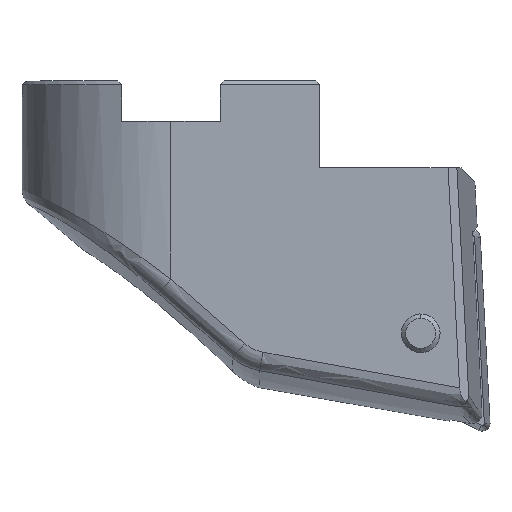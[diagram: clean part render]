
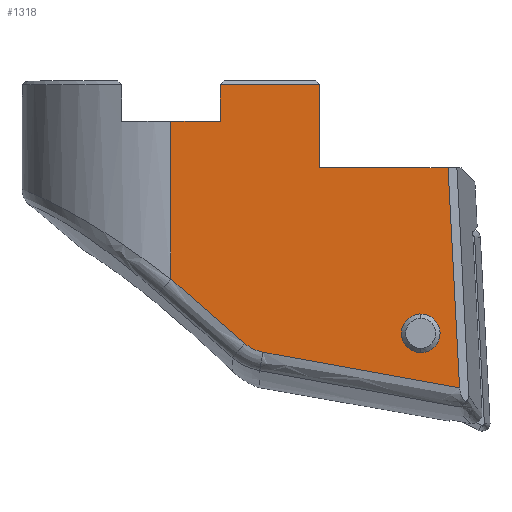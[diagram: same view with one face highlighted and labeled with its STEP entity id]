
A CAD part, top view. The second image highlights one B-rep face of the part: STEP entity #1318.
In plain terms, the highlighted planar face has unit normal (0, 0, 1).
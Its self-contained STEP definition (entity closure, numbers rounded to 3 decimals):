
#622=VERTEX_POINT('NONE',#1775);
#686=VERTEX_POINT('NONE',#1849);
#716=EDGE_CURVE('NONE',#1032,#1058,#1882,.F.);
#756=VERTEX_POINT('NONE',#1926);
#772=VERTEX_POINT('NONE',#1942);
#818=VERTEX_POINT('NONE',#1993);
#852=VERTEX_POINT('NONE',#2030);
#1032=VERTEX_POINT('NONE',#2220);
#1042=VERTEX_POINT('NONE',#2231);
#1058=VERTEX_POINT('NONE',#2247);
#1130=EDGE_CURVE('NONE',#756,#686,#2330,.F.);
#1140=EDGE_CURVE('NONE',#622,#756,#2341,.F.);
#1168=EDGE_CURVE('NONE',#1328,#1042,#2372,.T.);
#1216=EDGE_CURVE('NONE',#772,#1532,#2422,.T.);
#1238=VERTEX_POINT('NONE',#2446);
#1284=EDGE_CURVE('NONE',#686,#1042,#2497,.F.);
#1318=ADVANCED_FACE('NONE',(#2533,#2534),#2535,.F.);
#1328=VERTEX_POINT('NONE',#2547);
#1350=EDGE_CURVE('NONE',#1238,#772,#2571,.F.);
#1360=EDGE_CURVE('NONE',#852,#818,#2581,.T.);
#1524=EDGE_CURVE('NONE',#622,#1238,#2765,.F.);
#1532=VERTEX_POINT('NONE',#2773);
#1546=EDGE_CURVE('NONE',#818,#852,#2788,.F.);
#1624=EDGE_CURVE('NONE',#1328,#1032,#2881,.F.);
#1674=EDGE_CURVE('NONE',#1532,#1058,#2937,.T.);
#1775=CARTESIAN_POINT('',(0.,-10.252,7.7));
#1849=CARTESIAN_POINT('',(2.55,-2.1,7.7));
#1882=LINE('',#3260,#3261);
#1926=CARTESIAN_POINT('',(0.,-2.1,7.7));
#1942=CARTESIAN_POINT('',(4.76,-14.031,7.7));
#1993=CARTESIAN_POINT('',(12.865,-12.055,7.7));
#2030=CARTESIAN_POINT('',(12.97,-14.052,7.7));
#2220=CARTESIAN_POINT('',(7.7,-4.5,7.7));
#2231=CARTESIAN_POINT('',(2.55,-0.2,7.7));
#2247=CARTESIAN_POINT('',(14.329,-4.5,7.7));
#2330=LINE('',#7190,#7191);
#2341=LINE('',#7205,#7206);
#2372=LINE('',#7286,#7287);
#2422=B_SPLINE_CURVE_WITH_KNOTS('',3,(#7377,#7378,#7379,#7380),.UNSPECIFIED.,.F.,.F.,(4,4),(0.032,0.042),.UNSPECIFIED.);
#2446=CARTESIAN_POINT('',(3.822,-13.579,7.7));
#2497=LINE('',#8370,#8371);
#2533=FACE_OUTER_BOUND('',#8778,.T.);
#2534=FACE_BOUND('',#8779,.T.);
#2535=PLANE('',#8780);
#2547=CARTESIAN_POINT('',(7.7,-0.2,7.7));
#2571=B_SPLINE_CURVE_WITH_KNOTS('',3,(#8833,#8834,#8835,#8836),.UNSPECIFIED.,.F.,.F.,(4,4),(0.0,1.0),.UNSPECIFIED.);
#2581=CIRCLE('',#8859,1.0);
#2765=B_SPLINE_CURVE_WITH_KNOTS('',3,(#9186,#9187,#9188,#9189),.UNSPECIFIED.,.F.,.F.,(4,4),(0.0,1.0),.UNSPECIFIED.);
#2773=CARTESIAN_POINT('',(14.925,-15.876,7.7));
#2788=CIRCLE('',#9243,1.0);
#2881=LINE('',#9657,#9658);
#2937=LINE('',#9746,#9747);
#3260=CARTESIAN_POINT('',(3.85,-4.5,7.7));
#3261=VECTOR('',#10362,1.0);
#7190=CARTESIAN_POINT('',(1.275,-2.1,7.7));
#7191=VECTOR('',#10813,1.0);
#7205=CARTESIAN_POINT('',(0.,-20.0,7.7));
#7206=VECTOR('',#10828,1.0);
#7286=CARTESIAN_POINT('',(0.,-0.2,7.7));
#7287=VECTOR('',#10867,1.0);
#7377=CARTESIAN_POINT('',(4.76,-14.031,7.7));
#7378=CARTESIAN_POINT('',(8.148,-14.647,7.7));
#7379=CARTESIAN_POINT('',(11.537,-15.262,7.7));
#7380=CARTESIAN_POINT('',(14.925,-15.876,7.7));
#8370=CARTESIAN_POINT('',(2.55,-10.0,7.7));
#8371=VECTOR('',#10988,1.0);
#8778=EDGE_LOOP('',(#11022,#11023,#11024,#11025,#11026,#11027,#11028,#11029,#11030,#11031));
#8779=EDGE_LOOP('',(#11032,#11033));
#8780=AXIS2_PLACEMENT_3D('',#11034,#11035,#11036);
#8833=CARTESIAN_POINT('',(4.76,-14.031,7.7));
#8834=CARTESIAN_POINT('',(4.415,-13.968,7.7));
#8835=CARTESIAN_POINT('',(4.087,-13.809,7.7));
#8836=CARTESIAN_POINT('',(3.822,-13.579,7.7));
#8859=AXIS2_PLACEMENT_3D('',#11085,#11086,#11087);
#9186=CARTESIAN_POINT('',(3.822,-13.579,7.7));
#9187=CARTESIAN_POINT('',(2.546,-12.473,7.7));
#9188=CARTESIAN_POINT('',(1.271,-11.364,7.7));
#9189=CARTESIAN_POINT('',(0.,-10.252,7.7));
#9243=AXIS2_PLACEMENT_3D('',#11336,#11337,#11338);
#9657=CARTESIAN_POINT('',(7.7,-10.0,7.7));
#9658=VECTOR('',#11480,1.0);
#9746=CARTESIAN_POINT('',(15.097,-19.155,7.7));
#9747=VECTOR('',#11548,1.0);
#10362=DIRECTION('',(-1.0,0.,0.));
#10813=DIRECTION('',(-1.0,-0.0,0.));
#10828=DIRECTION('',(0.0,-1.0,0.0));
#10867=DIRECTION('',(-1.0,0.,0.));
#10988=DIRECTION('',(0.,-1.0,0.));
#11022=ORIENTED_EDGE('',*,*,#1624,.F.);
#11023=ORIENTED_EDGE('',*,*,#1168,.T.);
#11024=ORIENTED_EDGE('',*,*,#1284,.F.);
#11025=ORIENTED_EDGE('',*,*,#1130,.F.);
#11026=ORIENTED_EDGE('',*,*,#1140,.F.);
#11027=ORIENTED_EDGE('',*,*,#1524,.T.);
#11028=ORIENTED_EDGE('',*,*,#1350,.T.);
#11029=ORIENTED_EDGE('',*,*,#1216,.T.);
#11030=ORIENTED_EDGE('',*,*,#1674,.T.);
#11031=ORIENTED_EDGE('',*,*,#716,.F.);
#11032=ORIENTED_EDGE('',*,*,#1360,.F.);
#11033=ORIENTED_EDGE('',*,*,#1546,.F.);
#11034=CARTESIAN_POINT('',(0.,-20.0,7.7));
#11035=DIRECTION('',(0.,0.0,-1.0));
#11036=DIRECTION('',(-1.0,-0.0,0.));
#11085=CARTESIAN_POINT('',(12.917,-13.054,7.7));
#11086=DIRECTION('',(0.,0.,1.0));
#11087=DIRECTION('',(0.052,-0.999,0.));
#11336=CARTESIAN_POINT('',(12.917,-13.054,7.7));
#11337=DIRECTION('',(0.,0.,-1.0));
#11338=DIRECTION('',(0.052,-0.999,0.));
#11480=DIRECTION('',(0.,1.0,0.));
#11548=DIRECTION('',(-0.052,0.999,0.));
